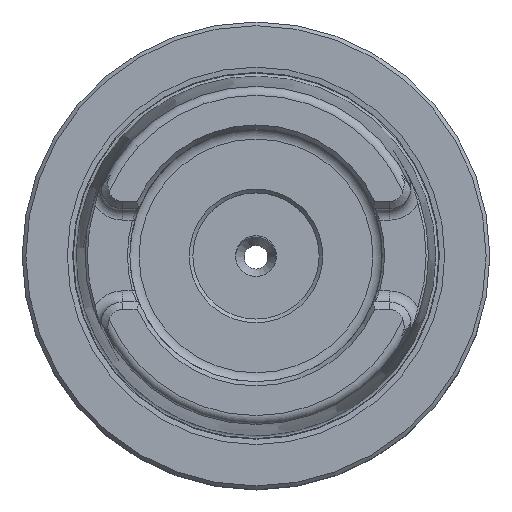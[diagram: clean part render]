
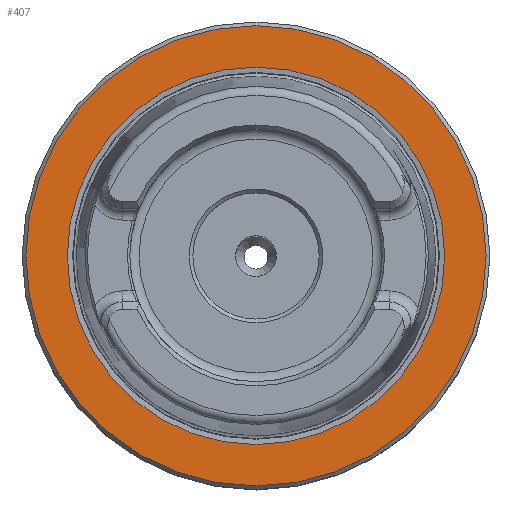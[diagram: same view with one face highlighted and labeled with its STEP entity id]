
A CAD part, top view. The second image highlights one B-rep face of the part: STEP entity #407.
In plain terms, the highlighted planar face has unit normal (0, 0, 1).
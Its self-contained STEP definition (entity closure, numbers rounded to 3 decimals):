
#407=ADVANCED_FACE('',(#580,#581),#490,.F.);
#490=PLANE('',#1753);
#580=FACE_BOUND('',#672,.T.);
#581=FACE_BOUND('',#673,.T.);
#672=EDGE_LOOP('',(#893));
#673=EDGE_LOOP('',(#894));
#893=ORIENTED_EDGE('',*,*,#1431,.T.);
#894=ORIENTED_EDGE('',*,*,#1426,.T.);
#1271=VERTEX_POINT('',#2920);
#1276=VERTEX_POINT('',#2936);
#1426=EDGE_CURVE('',#1271,#1271,#1590,.T.);
#1431=EDGE_CURVE('',#1276,#1276,#1595,.T.);
#1590=CIRCLE('',#1741,25.42);
#1595=CIRCLE('',#1752,31.);
#1741=AXIS2_PLACEMENT_3D('',#2919,#2020,#2021);
#1752=AXIS2_PLACEMENT_3D('',#2935,#2042,#2043);
#1753=AXIS2_PLACEMENT_3D('',#2937,#2044,#2045);
#2020=DIRECTION('',(0.,0.,-1.));
#2021=DIRECTION('',(1.,0.,0.));
#2042=DIRECTION('',(0.,0.,1.));
#2043=DIRECTION('',(1.,0.,0.));
#2044=DIRECTION('',(0.,0.,-1.));
#2045=DIRECTION('',(-1.,0.,0.));
#2919=CARTESIAN_POINT('',(0.,0.,0.));
#2920=CARTESIAN_POINT('',(25.42,0.,0.));
#2935=CARTESIAN_POINT('',(0.,0.,0.));
#2936=CARTESIAN_POINT('',(31.,0.,0.));
#2937=CARTESIAN_POINT('',(-31.5,0.,0.));
